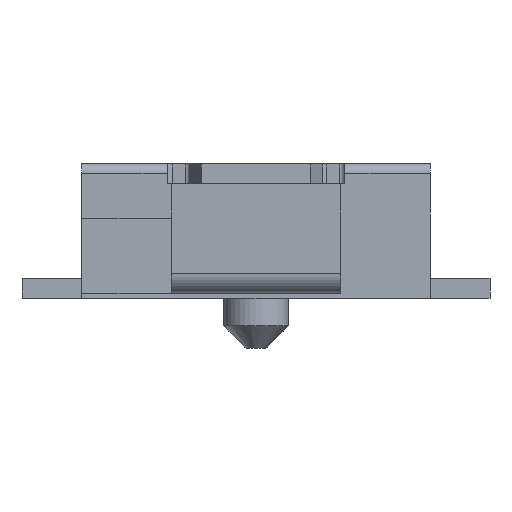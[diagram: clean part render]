
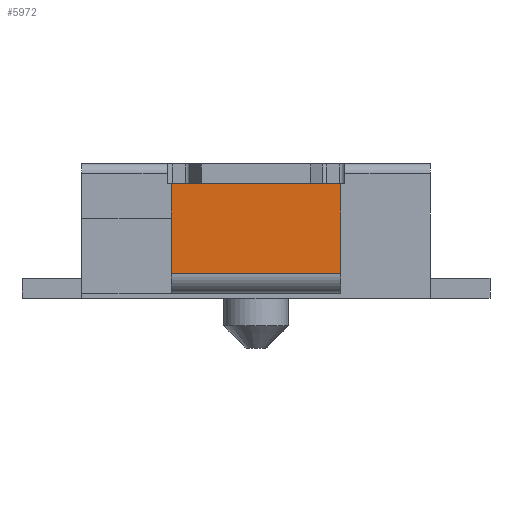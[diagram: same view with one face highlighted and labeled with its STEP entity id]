
A CAD part, front view. The second image highlights one B-rep face of the part: STEP entity #5972.
In plain terms, the highlighted planar face has unit normal (0, -1, 0).
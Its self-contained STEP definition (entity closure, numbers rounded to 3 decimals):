
#3345 = PLANE('',#3346);
#3346 = AXIS2_PLACEMENT_3D('',#3347,#3348,#3349);
#3347 = CARTESIAN_POINT('',(-0.85,-1.45,0.05));
#3348 = DIRECTION('',(-1.,0.,0.));
#3349 = DIRECTION('',(0.,0.,1.));
#3705 = PLANE('',#3706);
#3706 = AXIS2_PLACEMENT_3D('',#3707,#3708,#3709);
#3707 = CARTESIAN_POINT('',(0.85,-1.45,1.15));
#3708 = DIRECTION('',(1.,0.,0.));
#3709 = DIRECTION('',(0.,0.,-1.));
#4248 = PLANE('',#4249);
#4249 = AXIS2_PLACEMENT_3D('',#4250,#4251,#4252);
#4250 = CARTESIAN_POINT('',(-0.85,-1.45,1.15));
#4251 = DIRECTION('',(0.,0.,1.));
#4252 = DIRECTION('',(1.,0.,0.));
#4930 = VERTEX_POINT('',#4931);
#4931 = CARTESIAN_POINT('',(-0.85,-2.1,0.25));
#4946 = CYLINDRICAL_SURFACE('',#4947,0.2);
#4947 = AXIS2_PLACEMENT_3D('',#4948,#4949,#4950);
#4948 = CARTESIAN_POINT('',(0.85,-1.9,0.25));
#4949 = DIRECTION('',(-1.,0.,0.));
#4950 = DIRECTION('',(-0.,0.,-1.));
#4958 = EDGE_CURVE('',#4930,#4959,#4961,.T.);
#4959 = VERTEX_POINT('',#4960);
#4960 = CARTESIAN_POINT('',(-0.85,-2.1,1.15));
#4961 = SURFACE_CURVE('',#4962,(#4966,#4973),.PCURVE_S1.);
#4962 = LINE('',#4963,#4964);
#4963 = CARTESIAN_POINT('',(-0.85,-2.1,0.05));
#4964 = VECTOR('',#4965,1.);
#4965 = DIRECTION('',(0.,0.,1.));
#4966 = PCURVE('',#3345,#4967);
#4967 = DEFINITIONAL_REPRESENTATION('',(#4968),#4972);
#4968 = LINE('',#4969,#4970);
#4969 = CARTESIAN_POINT('',(0.,-0.65));
#4970 = VECTOR('',#4971,1.);
#4971 = DIRECTION('',(1.,0.));
#4972 = ( GEOMETRIC_REPRESENTATION_CONTEXT(2) 
PARAMETRIC_REPRESENTATION_CONTEXT() REPRESENTATION_CONTEXT('2D SPACE',''
  ) );
#4973 = PCURVE('',#4974,#4979);
#4974 = PLANE('',#4975);
#4975 = AXIS2_PLACEMENT_3D('',#4976,#4977,#4978);
#4976 = CARTESIAN_POINT('',(-0.85,-2.1,1.15));
#4977 = DIRECTION('',(0.,-1.,0.));
#4978 = DIRECTION('',(0.,0.,-1.));
#4979 = DEFINITIONAL_REPRESENTATION('',(#4980),#4984);
#4980 = LINE('',#4981,#4982);
#4981 = CARTESIAN_POINT('',(1.1,0.));
#4982 = VECTOR('',#4983,1.);
#4983 = DIRECTION('',(-1.,0.));
#4984 = ( GEOMETRIC_REPRESENTATION_CONTEXT(2) 
PARAMETRIC_REPRESENTATION_CONTEXT() REPRESENTATION_CONTEXT('2D SPACE',''
  ) );
#5449 = EDGE_CURVE('',#5450,#5452,#5454,.T.);
#5450 = VERTEX_POINT('',#5451);
#5451 = CARTESIAN_POINT('',(0.85,-2.1,1.15));
#5452 = VERTEX_POINT('',#5453);
#5453 = CARTESIAN_POINT('',(0.85,-2.1,0.25));
#5454 = SURFACE_CURVE('',#5455,(#5459,#5466),.PCURVE_S1.);
#5455 = LINE('',#5456,#5457);
#5456 = CARTESIAN_POINT('',(0.85,-2.1,1.15));
#5457 = VECTOR('',#5458,1.);
#5458 = DIRECTION('',(0.,0.,-1.));
#5459 = PCURVE('',#3705,#5460);
#5460 = DEFINITIONAL_REPRESENTATION('',(#5461),#5465);
#5461 = LINE('',#5462,#5463);
#5462 = CARTESIAN_POINT('',(0.,-0.65));
#5463 = VECTOR('',#5464,1.);
#5464 = DIRECTION('',(1.,0.));
#5465 = ( GEOMETRIC_REPRESENTATION_CONTEXT(2) 
PARAMETRIC_REPRESENTATION_CONTEXT() REPRESENTATION_CONTEXT('2D SPACE',''
  ) );
#5466 = PCURVE('',#4974,#5467);
#5467 = DEFINITIONAL_REPRESENTATION('',(#5468),#5472);
#5468 = LINE('',#5469,#5470);
#5469 = CARTESIAN_POINT('',(0.,1.7));
#5470 = VECTOR('',#5471,1.);
#5471 = DIRECTION('',(1.,0.));
#5472 = ( GEOMETRIC_REPRESENTATION_CONTEXT(2) 
PARAMETRIC_REPRESENTATION_CONTEXT() REPRESENTATION_CONTEXT('2D SPACE',''
  ) );
#5721 = EDGE_CURVE('',#4959,#5450,#5722,.T.);
#5722 = SURFACE_CURVE('',#5723,(#5727,#5734),.PCURVE_S1.);
#5723 = LINE('',#5724,#5725);
#5724 = CARTESIAN_POINT('',(-0.85,-2.1,1.15));
#5725 = VECTOR('',#5726,1.);
#5726 = DIRECTION('',(1.,0.,0.));
#5727 = PCURVE('',#4248,#5728);
#5728 = DEFINITIONAL_REPRESENTATION('',(#5729),#5733);
#5729 = LINE('',#5730,#5731);
#5730 = CARTESIAN_POINT('',(0.,-0.65));
#5731 = VECTOR('',#5732,1.);
#5732 = DIRECTION('',(1.,0.));
#5733 = ( GEOMETRIC_REPRESENTATION_CONTEXT(2) 
PARAMETRIC_REPRESENTATION_CONTEXT() REPRESENTATION_CONTEXT('2D SPACE',''
  ) );
#5734 = PCURVE('',#4974,#5735);
#5735 = DEFINITIONAL_REPRESENTATION('',(#5736),#5740);
#5736 = LINE('',#5737,#5738);
#5737 = CARTESIAN_POINT('',(0.,0.));
#5738 = VECTOR('',#5739,1.);
#5739 = DIRECTION('',(0.,1.));
#5740 = ( GEOMETRIC_REPRESENTATION_CONTEXT(2) 
PARAMETRIC_REPRESENTATION_CONTEXT() REPRESENTATION_CONTEXT('2D SPACE',''
  ) );
#5950 = EDGE_CURVE('',#5452,#4930,#5951,.T.);
#5951 = SURFACE_CURVE('',#5952,(#5956,#5963),.PCURVE_S1.);
#5952 = LINE('',#5953,#5954);
#5953 = CARTESIAN_POINT('',(0.85,-2.1,0.25));
#5954 = VECTOR('',#5955,1.);
#5955 = DIRECTION('',(-1.,0.,0.));
#5956 = PCURVE('',#4946,#5957);
#5957 = DEFINITIONAL_REPRESENTATION('',(#5958),#5962);
#5958 = LINE('',#5959,#5960);
#5959 = CARTESIAN_POINT('',(1.571,0.));
#5960 = VECTOR('',#5961,1.);
#5961 = DIRECTION('',(0.,1.));
#5962 = ( GEOMETRIC_REPRESENTATION_CONTEXT(2) 
PARAMETRIC_REPRESENTATION_CONTEXT() REPRESENTATION_CONTEXT('2D SPACE',''
  ) );
#5963 = PCURVE('',#4974,#5964);
#5964 = DEFINITIONAL_REPRESENTATION('',(#5965),#5969);
#5965 = LINE('',#5966,#5967);
#5966 = CARTESIAN_POINT('',(0.9,1.7));
#5967 = VECTOR('',#5968,1.);
#5968 = DIRECTION('',(-0.,-1.));
#5969 = ( GEOMETRIC_REPRESENTATION_CONTEXT(2) 
PARAMETRIC_REPRESENTATION_CONTEXT() REPRESENTATION_CONTEXT('2D SPACE',''
  ) );
#5972 = ADVANCED_FACE('',(#5973),#4974,.T.);
#5973 = FACE_BOUND('',#5974,.T.);
#5974 = EDGE_LOOP('',(#5975,#5976,#5977,#5978));
#5975 = ORIENTED_EDGE('',*,*,#5449,.F.);
#5976 = ORIENTED_EDGE('',*,*,#5721,.F.);
#5977 = ORIENTED_EDGE('',*,*,#4958,.F.);
#5978 = ORIENTED_EDGE('',*,*,#5950,.F.);
